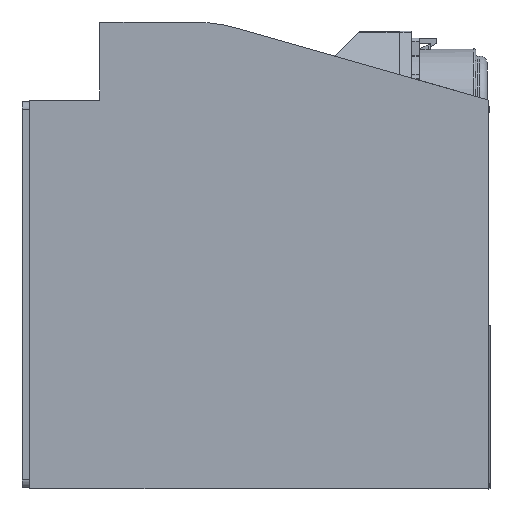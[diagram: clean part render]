
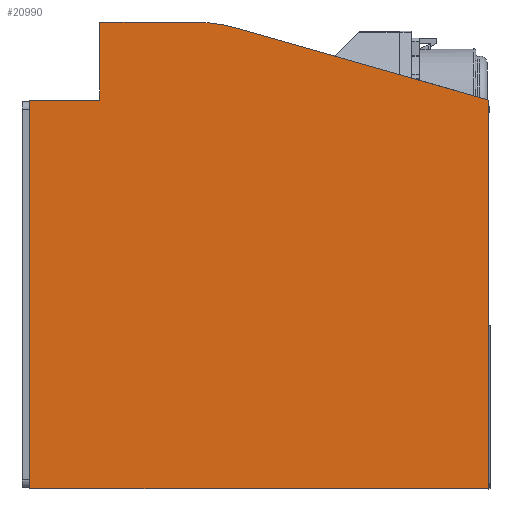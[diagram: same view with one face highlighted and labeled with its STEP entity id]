
A CAD part, left-side view. The second image highlights one B-rep face of the part: STEP entity #20990.
In plain terms, the highlighted planar face has unit normal (-1, 0, 0).
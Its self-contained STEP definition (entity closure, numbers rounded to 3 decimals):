
#865=PLANE('',#22866);
#2160=FACE_OUTER_BOUND('',#3384,.T.);
#3384=EDGE_LOOP('',(#17462,#17463,#17464,#17465,#17466,#17467,#17468,#17469,
#17470));
#4834=CIRCLE('',#22867,40.);
#6121=LINE('',#35309,#8008);
#6131=LINE('',#35333,#8018);
#6134=LINE('',#35339,#8021);
#6135=LINE('',#35341,#8022);
#6136=LINE('',#35343,#8023);
#6137=LINE('',#35345,#8024);
#6138=LINE('',#35349,#8025);
#6139=LINE('',#35350,#8026);
#8008=VECTOR('',#27046,10.);
#8018=VECTOR('',#27066,10.);
#8021=VECTOR('',#27071,10.);
#8022=VECTOR('',#27072,10.);
#8023=VECTOR('',#27073,10.);
#8024=VECTOR('',#27074,10.);
#8025=VECTOR('',#27077,10.);
#8026=VECTOR('',#27078,10.);
#9977=VERTEX_POINT('',#35303);
#9979=VERTEX_POINT('',#35307);
#9988=VERTEX_POINT('',#35332);
#9990=VERTEX_POINT('',#35338);
#9991=VERTEX_POINT('',#35340);
#9992=VERTEX_POINT('',#35342);
#9993=VERTEX_POINT('',#35344);
#9994=VERTEX_POINT('',#35346);
#9995=VERTEX_POINT('',#35348);
#12606=EDGE_CURVE('',#9977,#9979,#6121,.T.);
#12617=EDGE_CURVE('',#9988,#9977,#6131,.T.);
#12620=EDGE_CURVE('',#9990,#9979,#6134,.T.);
#12621=EDGE_CURVE('',#9990,#9991,#6135,.T.);
#12622=EDGE_CURVE('',#9991,#9992,#6136,.T.);
#12623=EDGE_CURVE('',#9992,#9993,#6137,.T.);
#12624=EDGE_CURVE('',#9994,#9993,#4834,.T.);
#12625=EDGE_CURVE('',#9994,#9995,#6138,.T.);
#12626=EDGE_CURVE('',#9988,#9995,#6139,.T.);
#17462=ORIENTED_EDGE('',*,*,#12606,.T.);
#17463=ORIENTED_EDGE('',*,*,#12620,.F.);
#17464=ORIENTED_EDGE('',*,*,#12621,.T.);
#17465=ORIENTED_EDGE('',*,*,#12622,.T.);
#17466=ORIENTED_EDGE('',*,*,#12623,.T.);
#17467=ORIENTED_EDGE('',*,*,#12624,.F.);
#17468=ORIENTED_EDGE('',*,*,#12625,.T.);
#17469=ORIENTED_EDGE('',*,*,#12626,.F.);
#17470=ORIENTED_EDGE('',*,*,#12617,.T.);
#20990=ADVANCED_FACE('',(#2160),#865,.T.);
#22866=AXIS2_PLACEMENT_3D('',#35337,#27069,#27070);
#22867=AXIS2_PLACEMENT_3D('',#35347,#27075,#27076);
#27046=DIRECTION('',(0.,0.,-1.));
#27066=DIRECTION('',(0.,1.,0.));
#27069=DIRECTION('center_axis',(-1.,0.,0.));
#27070=DIRECTION('ref_axis',(0.,0.,1.));
#27071=DIRECTION('',(0.,1.,0.));
#27072=DIRECTION('',(0.,0.,1.));
#27073=DIRECTION('',(0.,0.,1.));
#27074=DIRECTION('',(0.,0.962,0.275));
#27075=DIRECTION('center_axis',(1.,0.,0.));
#27076=DIRECTION('ref_axis',(0.,-0.139,0.99));
#27077=DIRECTION('',(0.,1.,0.));
#27078=DIRECTION('',(0.,0.,1.));
#35303=CARTESIAN_POINT('',(-30.,118.,50.));
#35307=CARTESIAN_POINT('',(-30.,118.,-50.));
#35309=CARTESIAN_POINT('',(-30.,118.,-25.));
#35332=CARTESIAN_POINT('',(-30.,100.,50.));
#35333=CARTESIAN_POINT('',(-30.,0.,50.));
#35337=CARTESIAN_POINT('Origin',(-30.,0.,-50.));
#35338=CARTESIAN_POINT('',(-30.,0.,-50.));
#35339=CARTESIAN_POINT('',(-30.,0.,-50.));
#35340=CARTESIAN_POINT('',(-30.,0.,-48.));
#35341=CARTESIAN_POINT('',(-30.,0.,-59.));
#35342=CARTESIAN_POINT('',(-30.,0.,50.));
#35343=CARTESIAN_POINT('',(-30.,0.,-50.));
#35344=CARTESIAN_POINT('',(-30.,64.613,68.461));
#35345=CARTESIAN_POINT('',(-30.,21.792,56.226));
#35346=CARTESIAN_POINT('',(-30.,75.602,70.));
#35347=CARTESIAN_POINT('Origin',(-30.,75.602,30.));
#35348=CARTESIAN_POINT('',(-30.,100.,70.));
#35349=CARTESIAN_POINT('',(-30.,0.,70.));
#35350=CARTESIAN_POINT('',(-30.,100.,70.));
